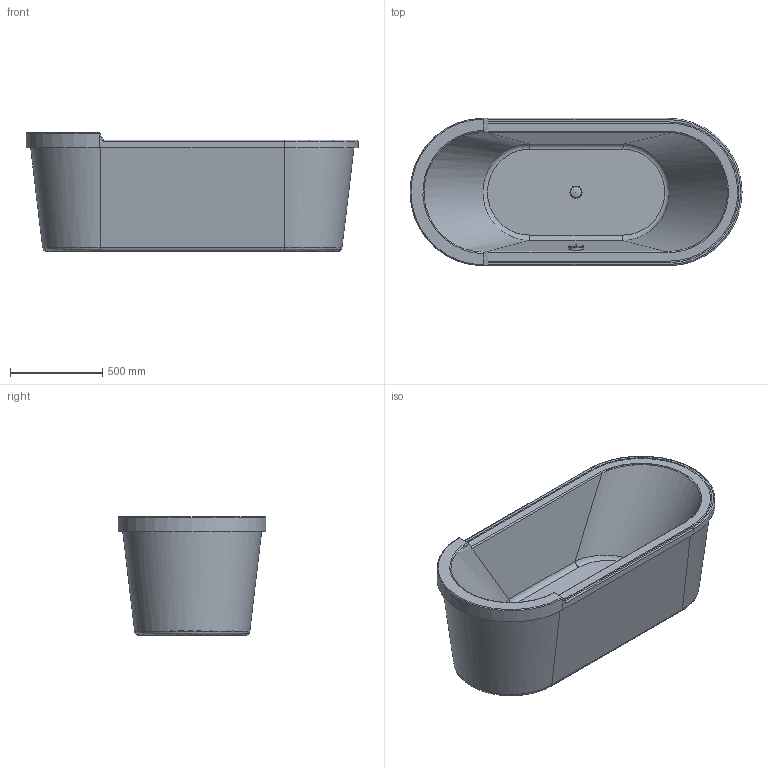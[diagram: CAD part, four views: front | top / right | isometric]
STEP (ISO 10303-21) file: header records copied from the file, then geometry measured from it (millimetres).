
FILE_DESCRIPTION((''),'2;1');
FILE_NAME('700010.stp','2010-05-18T22:22:20',('Andreas'),(''),'Autodesk Inventor 2009','Autodesk Inventor 2009','');
FILE_SCHEMA(('AUTOMOTIVE_DESIGN { 1 0 10303 214 1 1 1 1 }'));
Length unit declared in the file: millimetre
Products named in the file (7): 700010; 700009; Kelch; Stopfen; Verschluss_Ueberlauf; Schürtze
Assembly tree (6 placements, depth 3):
  700010
    700009
      700009
      Kelch
      Stopfen
      Verschluss_Ueberlauf
    Schürtze
Bounding box: 1800 x 800 x 641 mm (x, y, z)
Volume: 47420872.1 mm3; surface area: 10953462.5 mm2
Topology: 5 solids, 5 shells, 159 faces, 389 edges, 246 vertices
Faces by surface type: plane 59, cylinder 53, bspline 35, torus 8, cone 4
Full cylindrical faces by diameter (mm): 8 x4, 15 x1, 35 x1, 42 x1, 44 x1, 52 x1, 60 x1, 74 x1, 79.999 x1
Entity records: 27495 total; most frequent: CARTESIAN_POINT 23874, ORIENTED_EDGE 720, DIRECTION 647, EDGE_CURVE 360, AXIS2_PLACEMENT_3D 244, VERTEX_POINT 240, EDGE_LOOP 204, VECTOR 159
